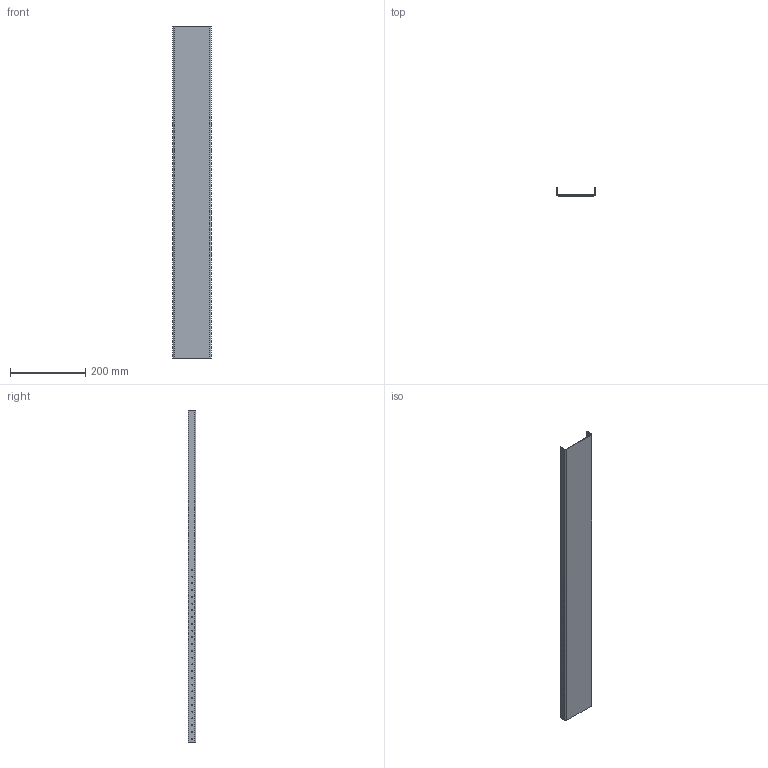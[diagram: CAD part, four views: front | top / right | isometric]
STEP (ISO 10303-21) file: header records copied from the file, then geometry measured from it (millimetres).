
FILE_DESCRIPTION(/* description */ (''),/* implementation_level */ '2;1');
FILE_NAME(/* name */ 'Pièce4.stp',/* time_stamp */ '2020-07-02T21:30:10+02:00',/* author */ ('Meggie'),/* organization */ (''),/* preprocessor_version */ 'ST-DEVELOPER v18.1',/* originating_system */ 'Autodesk Inventor 2021',/* authorisation */ '');
FILE_SCHEMA (('AUTOMOTIVE_DESIGN { 1 0 10303 214 3 1 1 }'));
Length unit declared in the file: millimetre
Products named in the file (1): Pièce4
Bounding box: 102 x 20 x 885 mm (x, y, z)
Volume: 238966.7 mm3; surface area: 244028.6 mm2
Topology: 1 solids, 1 shells, 66 faces, 218 edges, 154 vertices
Faces by surface type: cylinder 56, plane 10
Full cylindrical faces by diameter (mm): 3 x52
Entity records: 2757 total; most frequent: DIRECTION 490, CARTESIAN_POINT 439, ORIENTED_EDGE 436, EDGE_CURVE 218, AXIS2_PLACEMENT_3D 205, EDGE_LOOP 170, VERTEX_POINT 154, CIRCLE 138
